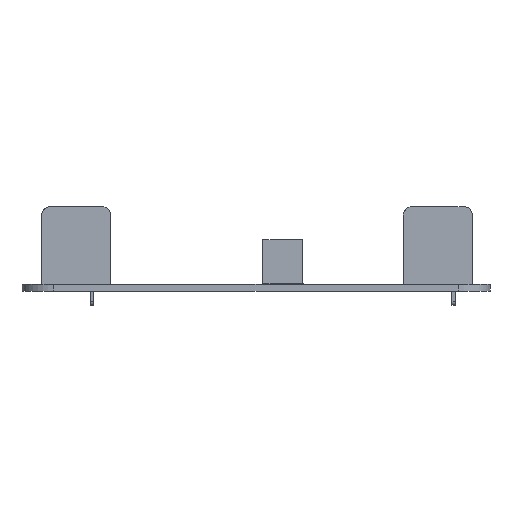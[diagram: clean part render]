
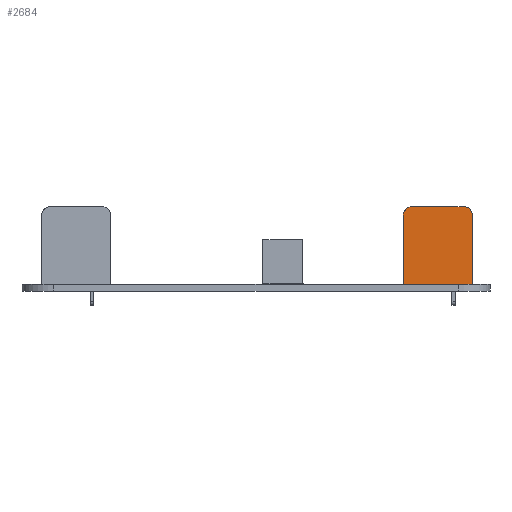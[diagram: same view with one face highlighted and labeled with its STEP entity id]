
A CAD part, front view. The second image highlights one B-rep face of the part: STEP entity #2684.
In plain terms, the highlighted free-form (B-spline) face has degree [1, 1] with [2, 2] control points.
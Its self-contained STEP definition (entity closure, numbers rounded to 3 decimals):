
#2684 = ADVANCED_FACE('',(#2685),#2698,.T.);
#2685 = FACE_BOUND('',#2686,.T.);
#2686 = EDGE_LOOP('',(#2687,#2719,#2744,#2769,#2799,#2824));
#2687 = ORIENTED_EDGE('',*,*,#2688,.T.);
#2688 = EDGE_CURVE('',#2689,#2691,#2693,.T.);
#2689 = VERTEX_POINT('',#2690);
#2690 = CARTESIAN_POINT('',(16.5,16.5,0.));
#2691 = VERTEX_POINT('',#2692);
#2692 = CARTESIAN_POINT('',(16.5,0.,0.));
#2693 = SURFACE_CURVE('',#2694,(#2697,#2708),.PCURVE_S1.);
#2694 = B_SPLINE_CURVE_WITH_KNOTS('',1,(#2695,#2696),.UNSPECIFIED.,.F.,
  .F.,(2,2),(-16.5,0.),.PIECEWISE_BEZIER_KNOTS.);
#2695 = CARTESIAN_POINT('',(16.5,16.5,0.));
#2696 = CARTESIAN_POINT('',(16.5,0.,0.));
#2697 = PCURVE('',#2698,#2703);
#2698 = B_SPLINE_SURFACE_WITH_KNOTS('',1,1,(
    (#2699,#2700)
    ,(#2701,#2702
    )),.UNSPECIFIED.,.F.,.F.,.F.,(2,2),(2,2),(-2.,16.5),(-14.5,2.),
  .PIECEWISE_BEZIER_KNOTS.);
#2699 = CARTESIAN_POINT('',(16.5,18.5,0.));
#2700 = CARTESIAN_POINT('',(0.,18.5,0.));
#2701 = CARTESIAN_POINT('',(16.5,0.,0.));
#2702 = CARTESIAN_POINT('',(0.,0.,0.));
#2703 = DEFINITIONAL_REPRESENTATION('',(#2704),#2707);
#2704 = B_SPLINE_CURVE_WITH_KNOTS('',1,(#2705,#2706),.UNSPECIFIED.,.F.,
  .F.,(2,2),(-16.5,0.),.PIECEWISE_BEZIER_KNOTS.);
#2705 = CARTESIAN_POINT('',(0.,-14.5));
#2706 = CARTESIAN_POINT('',(16.5,-14.5));
#2707 = ( GEOMETRIC_REPRESENTATION_CONTEXT(2) 
PARAMETRIC_REPRESENTATION_CONTEXT() REPRESENTATION_CONTEXT('2D SPACE',''
  ) );
#2708 = PCURVE('',#2709,#2714);
#2709 = B_SPLINE_SURFACE_WITH_KNOTS('',1,1,(
    (#2710,#2711)
    ,(#2712,#2713
    )),.UNSPECIFIED.,.F.,.F.,.F.,(2,2),(2,2),(-21.05,-19.25),(0.,16.5),
  .PIECEWISE_BEZIER_KNOTS.);
#2710 = CARTESIAN_POINT('',(16.5,0.,0.));
#2711 = CARTESIAN_POINT('',(16.5,16.5,0.));
#2712 = CARTESIAN_POINT('',(16.5,0.,1.8));
#2713 = CARTESIAN_POINT('',(16.5,16.5,1.8));
#2714 = DEFINITIONAL_REPRESENTATION('',(#2715),#2718);
#2715 = B_SPLINE_CURVE_WITH_KNOTS('',1,(#2716,#2717),.UNSPECIFIED.,.F.,
  .F.,(2,2),(-16.5,0.),.PIECEWISE_BEZIER_KNOTS.);
#2716 = CARTESIAN_POINT('',(-21.05,16.5));
#2717 = CARTESIAN_POINT('',(-21.05,0.));
#2718 = ( GEOMETRIC_REPRESENTATION_CONTEXT(2) 
PARAMETRIC_REPRESENTATION_CONTEXT() REPRESENTATION_CONTEXT('2D SPACE',''
  ) );
#2719 = ORIENTED_EDGE('',*,*,#2720,.T.);
#2720 = EDGE_CURVE('',#2691,#2721,#2723,.T.);
#2721 = VERTEX_POINT('',#2722);
#2722 = CARTESIAN_POINT('',(0.,0.,0.));
#2723 = SURFACE_CURVE('',#2724,(#2727,#2733),.PCURVE_S1.);
#2724 = B_SPLINE_CURVE_WITH_KNOTS('',1,(#2725,#2726),.UNSPECIFIED.,.F.,
  .F.,(2,2),(-16.5,0.),.PIECEWISE_BEZIER_KNOTS.);
#2725 = CARTESIAN_POINT('',(16.5,0.,0.));
#2726 = CARTESIAN_POINT('',(0.,0.,0.));
#2727 = PCURVE('',#2698,#2728);
#2728 = DEFINITIONAL_REPRESENTATION('',(#2729),#2732);
#2729 = B_SPLINE_CURVE_WITH_KNOTS('',1,(#2730,#2731),.UNSPECIFIED.,.F.,
  .F.,(2,2),(-16.5,0.),.PIECEWISE_BEZIER_KNOTS.);
#2730 = CARTESIAN_POINT('',(16.5,-14.5));
#2731 = CARTESIAN_POINT('',(16.5,2.));
#2732 = ( GEOMETRIC_REPRESENTATION_CONTEXT(2) 
PARAMETRIC_REPRESENTATION_CONTEXT() REPRESENTATION_CONTEXT('2D SPACE',''
  ) );
#2733 = PCURVE('',#2734,#2739);
#2734 = B_SPLINE_SURFACE_WITH_KNOTS('',1,1,(
    (#2735,#2736)
    ,(#2737,#2738
    )),.UNSPECIFIED.,.F.,.F.,.F.,(2,2),(2,2),(0.,16.5),(19.25,21.05),
  .PIECEWISE_BEZIER_KNOTS.);
#2735 = CARTESIAN_POINT('',(0.,0.,1.8));
#2736 = CARTESIAN_POINT('',(0.,0.,0.));
#2737 = CARTESIAN_POINT('',(16.5,0.,1.8));
#2738 = CARTESIAN_POINT('',(16.5,0.,0.));
#2739 = DEFINITIONAL_REPRESENTATION('',(#2740),#2743);
#2740 = B_SPLINE_CURVE_WITH_KNOTS('',1,(#2741,#2742),.UNSPECIFIED.,.F.,
  .F.,(2,2),(-16.5,0.),.PIECEWISE_BEZIER_KNOTS.);
#2741 = CARTESIAN_POINT('',(16.5,21.05));
#2742 = CARTESIAN_POINT('',(0.,21.05));
#2743 = ( GEOMETRIC_REPRESENTATION_CONTEXT(2) 
PARAMETRIC_REPRESENTATION_CONTEXT() REPRESENTATION_CONTEXT('2D SPACE',''
  ) );
#2744 = ORIENTED_EDGE('',*,*,#2745,.T.);
#2745 = EDGE_CURVE('',#2721,#2746,#2748,.T.);
#2746 = VERTEX_POINT('',#2747);
#2747 = CARTESIAN_POINT('',(0.,16.5,0.));
#2748 = SURFACE_CURVE('',#2749,(#2752,#2758),.PCURVE_S1.);
#2749 = B_SPLINE_CURVE_WITH_KNOTS('',1,(#2750,#2751),.UNSPECIFIED.,.F.,
  .F.,(2,2),(0.,16.5),.PIECEWISE_BEZIER_KNOTS.);
#2750 = CARTESIAN_POINT('',(0.,0.,0.));
#2751 = CARTESIAN_POINT('',(0.,16.5,0.));
#2752 = PCURVE('',#2698,#2753);
#2753 = DEFINITIONAL_REPRESENTATION('',(#2754),#2757);
#2754 = B_SPLINE_CURVE_WITH_KNOTS('',1,(#2755,#2756),.UNSPECIFIED.,.F.,
  .F.,(2,2),(0.,16.5),.PIECEWISE_BEZIER_KNOTS.);
#2755 = CARTESIAN_POINT('',(16.5,2.));
#2756 = CARTESIAN_POINT('',(0.,2.));
#2757 = ( GEOMETRIC_REPRESENTATION_CONTEXT(2) 
PARAMETRIC_REPRESENTATION_CONTEXT() REPRESENTATION_CONTEXT('2D SPACE',''
  ) );
#2758 = PCURVE('',#2759,#2764);
#2759 = B_SPLINE_SURFACE_WITH_KNOTS('',1,1,(
    (#2760,#2761)
    ,(#2762,#2763
    )),.UNSPECIFIED.,.F.,.F.,.F.,(2,2),(2,2),(0.,16.5),(-21.05,-19.25),
  .PIECEWISE_BEZIER_KNOTS.);
#2760 = CARTESIAN_POINT('',(0.,0.,0.));
#2761 = CARTESIAN_POINT('',(0.,0.,1.8));
#2762 = CARTESIAN_POINT('',(0.,16.5,0.));
#2763 = CARTESIAN_POINT('',(0.,16.5,1.8));
#2764 = DEFINITIONAL_REPRESENTATION('',(#2765),#2768);
#2765 = B_SPLINE_CURVE_WITH_KNOTS('',1,(#2766,#2767),.UNSPECIFIED.,.F.,
  .F.,(2,2),(0.,16.5),.PIECEWISE_BEZIER_KNOTS.);
#2766 = CARTESIAN_POINT('',(0.,-21.05));
#2767 = CARTESIAN_POINT('',(16.5,-21.05));
#2768 = ( GEOMETRIC_REPRESENTATION_CONTEXT(2) 
PARAMETRIC_REPRESENTATION_CONTEXT() REPRESENTATION_CONTEXT('2D SPACE',''
  ) );
#2769 = ORIENTED_EDGE('',*,*,#2770,.F.);
#2770 = EDGE_CURVE('',#2771,#2746,#2773,.T.);
#2771 = VERTEX_POINT('',#2772);
#2772 = CARTESIAN_POINT('',(2.,18.5,0.));
#2773 = SURFACE_CURVE('',#2774,(#2778,#2785),.PCURVE_S1.);
#2774 = ( BOUNDED_CURVE() B_SPLINE_CURVE(2,(#2775,#2776,#2777),
.UNSPECIFIED.,.F.,.F.) B_SPLINE_CURVE_WITH_KNOTS((3,3),(4.712,
6.283),.PIECEWISE_BEZIER_KNOTS.) CURVE() 
GEOMETRIC_REPRESENTATION_ITEM() RATIONAL_B_SPLINE_CURVE((1.,
0.707,1.)) REPRESENTATION_ITEM('') );
#2775 = CARTESIAN_POINT('',(2.,18.5,0.));
#2776 = CARTESIAN_POINT('',(0.,18.5,0.));
#2777 = CARTESIAN_POINT('',(0.,16.5,0.));
#2778 = PCURVE('',#2698,#2779);
#2779 = DEFINITIONAL_REPRESENTATION('',(#2780),#2784);
#2780 = ( BOUNDED_CURVE() B_SPLINE_CURVE(2,(#2781,#2782,#2783),
.UNSPECIFIED.,.F.,.F.) B_SPLINE_CURVE_WITH_KNOTS((3,3),(4.712,
6.283),.PIECEWISE_BEZIER_KNOTS.) CURVE() 
GEOMETRIC_REPRESENTATION_ITEM() RATIONAL_B_SPLINE_CURVE((1.,
0.707,1.)) REPRESENTATION_ITEM('') );
#2781 = CARTESIAN_POINT('',(-2.,0.));
#2782 = CARTESIAN_POINT('',(-2.,2.));
#2783 = CARTESIAN_POINT('',(0.,2.));
#2784 = ( GEOMETRIC_REPRESENTATION_CONTEXT(2) 
PARAMETRIC_REPRESENTATION_CONTEXT() REPRESENTATION_CONTEXT('2D SPACE',''
  ) );
#2785 = PCURVE('',#2786,#2793);
#2786 = ( BOUNDED_SURFACE() B_SPLINE_SURFACE(2,1,(
    (#2787,#2788)
    ,(#2789,#2790)
    ,(#2791,#2792
)),.UNSPECIFIED.,.F.,.F.,.F.) B_SPLINE_SURFACE_WITH_KNOTS((3,3),(2,2),(
    0.,1.571),(19.25,21.05),.PIECEWISE_BEZIER_KNOTS.) 
GEOMETRIC_REPRESENTATION_ITEM() RATIONAL_B_SPLINE_SURFACE((
    (1.,1.)
    ,(0.707,0.707)
,(1.,1.))) REPRESENTATION_ITEM('') SURFACE() );
#2787 = CARTESIAN_POINT('',(0.,16.5,1.8));
#2788 = CARTESIAN_POINT('',(0.,16.5,0.));
#2789 = CARTESIAN_POINT('',(0.,18.5,1.8));
#2790 = CARTESIAN_POINT('',(0.,18.5,0.));
#2791 = CARTESIAN_POINT('',(2.,18.5,1.8));
#2792 = CARTESIAN_POINT('',(2.,18.5,0.));
#2793 = DEFINITIONAL_REPRESENTATION('',(#2794),#2798);
#2794 = B_SPLINE_CURVE_WITH_KNOTS('',2,(#2795,#2796,#2797),
  .UNSPECIFIED.,.F.,.F.,(3,3),(4.712,6.283),
  .PIECEWISE_BEZIER_KNOTS.);
#2795 = CARTESIAN_POINT('',(1.571,21.05));
#2796 = CARTESIAN_POINT('',(0.785,21.05));
#2797 = CARTESIAN_POINT('',(0.,21.05));
#2798 = ( GEOMETRIC_REPRESENTATION_CONTEXT(2) 
PARAMETRIC_REPRESENTATION_CONTEXT() REPRESENTATION_CONTEXT('2D SPACE',''
  ) );
#2799 = ORIENTED_EDGE('',*,*,#2800,.T.);
#2800 = EDGE_CURVE('',#2771,#2801,#2803,.T.);
#2801 = VERTEX_POINT('',#2802);
#2802 = CARTESIAN_POINT('',(14.5,18.5,0.));
#2803 = SURFACE_CURVE('',#2804,(#2807,#2813),.PCURVE_S1.);
#2804 = B_SPLINE_CURVE_WITH_KNOTS('',1,(#2805,#2806),.UNSPECIFIED.,.F.,
  .F.,(2,2),(0.,12.5),.PIECEWISE_BEZIER_KNOTS.);
#2805 = CARTESIAN_POINT('',(2.,18.5,0.));
#2806 = CARTESIAN_POINT('',(14.5,18.5,0.));
#2807 = PCURVE('',#2698,#2808);
#2808 = DEFINITIONAL_REPRESENTATION('',(#2809),#2812);
#2809 = B_SPLINE_CURVE_WITH_KNOTS('',1,(#2810,#2811),.UNSPECIFIED.,.F.,
  .F.,(2,2),(0.,12.5),.PIECEWISE_BEZIER_KNOTS.);
#2810 = CARTESIAN_POINT('',(-2.,0.));
#2811 = CARTESIAN_POINT('',(-2.,-12.5));
#2812 = ( GEOMETRIC_REPRESENTATION_CONTEXT(2) 
PARAMETRIC_REPRESENTATION_CONTEXT() REPRESENTATION_CONTEXT('2D SPACE',''
  ) );
#2813 = PCURVE('',#2814,#2819);
#2814 = B_SPLINE_SURFACE_WITH_KNOTS('',1,1,(
    (#2815,#2816)
    ,(#2817,#2818
  )),.UNSPECIFIED.,.F.,.F.,.F.,(2,2),(2,2),(19.25,21.05),(0.,12.5),
  .PIECEWISE_BEZIER_KNOTS.);
#2815 = CARTESIAN_POINT('',(2.,18.5,1.8));
#2816 = CARTESIAN_POINT('',(14.5,18.5,1.8));
#2817 = CARTESIAN_POINT('',(2.,18.5,0.));
#2818 = CARTESIAN_POINT('',(14.5,18.5,0.));
#2819 = DEFINITIONAL_REPRESENTATION('',(#2820),#2823);
#2820 = B_SPLINE_CURVE_WITH_KNOTS('',1,(#2821,#2822),.UNSPECIFIED.,.F.,
  .F.,(2,2),(0.,12.5),.PIECEWISE_BEZIER_KNOTS.);
#2821 = CARTESIAN_POINT('',(21.05,0.));
#2822 = CARTESIAN_POINT('',(21.05,12.5));
#2823 = ( GEOMETRIC_REPRESENTATION_CONTEXT(2) 
PARAMETRIC_REPRESENTATION_CONTEXT() REPRESENTATION_CONTEXT('2D SPACE',''
  ) );
#2824 = ORIENTED_EDGE('',*,*,#2825,.F.);
#2825 = EDGE_CURVE('',#2689,#2801,#2826,.T.);
#2826 = SURFACE_CURVE('',#2827,(#2831,#2838),.PCURVE_S1.);
#2827 = ( BOUNDED_CURVE() B_SPLINE_CURVE(2,(#2828,#2829,#2830),
.UNSPECIFIED.,.F.,.F.) B_SPLINE_CURVE_WITH_KNOTS((3,3),(3.142,
4.712),.PIECEWISE_BEZIER_KNOTS.) CURVE() 
GEOMETRIC_REPRESENTATION_ITEM() RATIONAL_B_SPLINE_CURVE((1.,
0.707,1.)) REPRESENTATION_ITEM('') );
#2828 = CARTESIAN_POINT('',(16.5,16.5,0.));
#2829 = CARTESIAN_POINT('',(16.5,18.5,0.));
#2830 = CARTESIAN_POINT('',(14.5,18.5,0.));
#2831 = PCURVE('',#2698,#2832);
#2832 = DEFINITIONAL_REPRESENTATION('',(#2833),#2837);
#2833 = ( BOUNDED_CURVE() B_SPLINE_CURVE(2,(#2834,#2835,#2836),
.UNSPECIFIED.,.F.,.F.) B_SPLINE_CURVE_WITH_KNOTS((3,3),(3.142,
4.712),.PIECEWISE_BEZIER_KNOTS.) CURVE() 
GEOMETRIC_REPRESENTATION_ITEM() RATIONAL_B_SPLINE_CURVE((1.,
0.707,1.)) REPRESENTATION_ITEM('') );
#2834 = CARTESIAN_POINT('',(0.,-14.5));
#2835 = CARTESIAN_POINT('',(-2.,-14.5));
#2836 = CARTESIAN_POINT('',(-2.,-12.5));
#2837 = ( GEOMETRIC_REPRESENTATION_CONTEXT(2) 
PARAMETRIC_REPRESENTATION_CONTEXT() REPRESENTATION_CONTEXT('2D SPACE',''
  ) );
#2838 = PCURVE('',#2839,#2846);
#2839 = ( BOUNDED_SURFACE() B_SPLINE_SURFACE(2,1,(
    (#2840,#2841)
    ,(#2842,#2843)
    ,(#2844,#2845
)),.UNSPECIFIED.,.F.,.F.,.F.) B_SPLINE_SURFACE_WITH_KNOTS((3,3),(2,2),(
    1.571,3.142),(19.25,21.05),
.PIECEWISE_BEZIER_KNOTS.) GEOMETRIC_REPRESENTATION_ITEM() 
RATIONAL_B_SPLINE_SURFACE((
    (1.,1.)
    ,(0.707,0.707)
,(1.,1.))) REPRESENTATION_ITEM('') SURFACE() );
#2840 = CARTESIAN_POINT('',(14.5,18.5,1.8));
#2841 = CARTESIAN_POINT('',(14.5,18.5,0.));
#2842 = CARTESIAN_POINT('',(16.5,18.5,1.8));
#2843 = CARTESIAN_POINT('',(16.5,18.5,0.));
#2844 = CARTESIAN_POINT('',(16.5,16.5,1.8));
#2845 = CARTESIAN_POINT('',(16.5,16.5,0.));
#2846 = DEFINITIONAL_REPRESENTATION('',(#2847),#2851);
#2847 = B_SPLINE_CURVE_WITH_KNOTS('',2,(#2848,#2849,#2850),
  .UNSPECIFIED.,.F.,.F.,(3,3),(3.142,4.712),
  .PIECEWISE_BEZIER_KNOTS.);
#2848 = CARTESIAN_POINT('',(3.142,21.05));
#2849 = CARTESIAN_POINT('',(2.356,21.05));
#2850 = CARTESIAN_POINT('',(1.571,21.05));
#2851 = ( GEOMETRIC_REPRESENTATION_CONTEXT(2) 
PARAMETRIC_REPRESENTATION_CONTEXT() REPRESENTATION_CONTEXT('2D SPACE',''
  ) );
